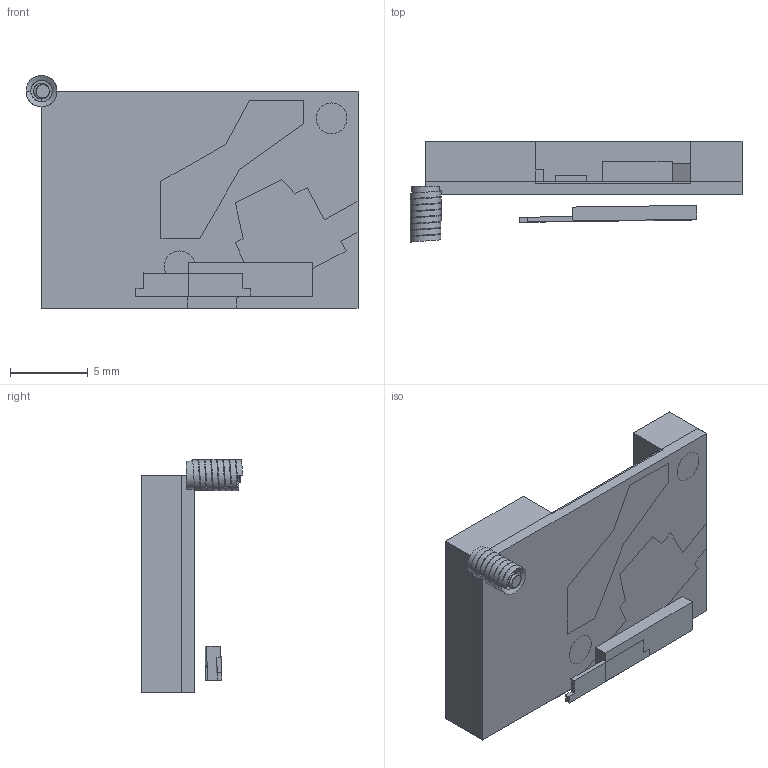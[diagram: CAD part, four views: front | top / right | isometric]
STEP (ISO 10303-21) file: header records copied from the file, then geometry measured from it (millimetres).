
FILE_DESCRIPTION(/* description */ ('Alibre Inc.'),/* implementation_level */ '2;1');
FILE_NAME(/* name */ 'export0',/* time_stamp */ '2013-01-28T15:01:17-08:00',/* author */ (''),/* organization */ (''),/* preprocessor_version */ 'ST-DEVELOPER v14',/* originating_system */ 'Alibre',/* authorisation */ '');
FILE_SCHEMA (('ALIBRE_SCHEMA','CONFIG_CONTROL_DESIGN'));
Length unit declared in the file: centimetre
Products named in the file (8): ID_1
Bounding box: 21.4 x 6.53 x 15 mm (x, y, z)
Volume: 913.2 mm3; surface area: 1672.6 mm2
Topology: 6 solids, 6 shells, 116 faces, 293 edges, 196 vertices
Faces by surface type: plane 99, cylinder 13, bspline 4
Full cylindrical faces by diameter (mm): 0.3 x4, 1.8 x1, 1.98 x1, 2 x1
Entity records: 13924 total; most frequent: CARTESIAN_POINT 3641, DIRECTION 788, REFERENCEDEPENDENTUV 593, ORIENTED_EDGE 568, VECTOR 501, CONSTRAINTPAIRUV 422, LINE 386, INTEGERVALUEPAIR 369
